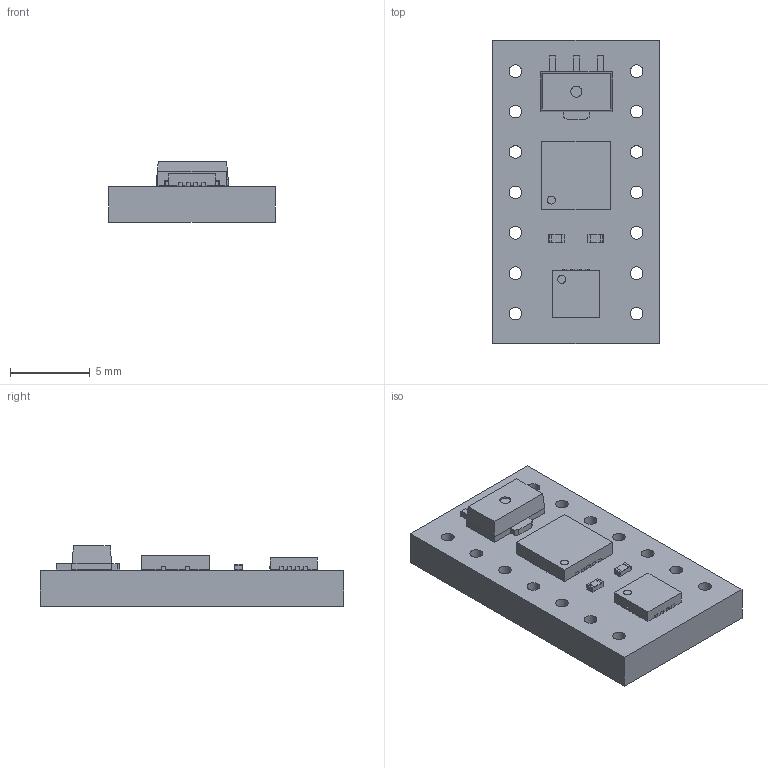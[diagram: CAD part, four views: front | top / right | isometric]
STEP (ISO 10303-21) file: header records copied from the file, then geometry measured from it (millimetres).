
FILE_DESCRIPTION(('KiCad electronic assembly'),'2;1');
FILE_NAME('usb-adapter.step','2024-10-26T21:28:45',('Pcbnew'),('Kicad'), 'Open CASCADE STEP processor 7.7','KiCad to STEP converter','Unknown' );
FILE_SCHEMA(('AUTOMOTIVE_DESIGN { 1 0 10303 214 1 1 1 1 }'));
Length unit declared in the file: millimetre
Products named in the file (10): usb-adapter 1; SOT-89-3; CQ assembly; R_0402_1005Metric; Texas_S-PVQFN-N14; Texas_S_PVQFN_N14; QFN-16-1EP_3x3mm_P0.5mm_EP1.8x1.8mm; QFN-16-1EP_3x3mm_Pitch0.5mm; usb-adapter_PCB
Assembly tree (10 placements, depth 3):
  usb-adapter 1
    SOT-89-3
      CQ assembly
    R_0402_1005Metric  x2
      R_0402_1005Metric
    Texas_S-PVQFN-N14
      Texas_S_PVQFN_N14
    QFN-16-1EP_3x3mm_P0.5mm_EP1.8x1.8mm
      QFN-16-1EP_3x3mm_Pitch0.5mm
    usb-adapter_PCB
Bounding box: 10.46 x 19.05 x 3.79 mm (x, y, z)
Volume: 468.4 mm3; surface area: 737.8 mm2
Topology: 10 solids, 10 shells, 322 faces, 879 edges, 582 vertices
Faces by surface type: plane 259, cylinder 63
Full cylindrical faces by diameter (mm): 0.5 x2, 0.7 x1, 0.8 x14
Entity records: 11175 total; most frequent: CARTESIAN_POINT 1656, ORIENTED_EDGE 1622, DIRECTION 1535, EDGE_CURVE 811, LINE 701, VECTOR 701, VERTEX_POINT 538, AXIS2_PLACEMENT_3D 417
